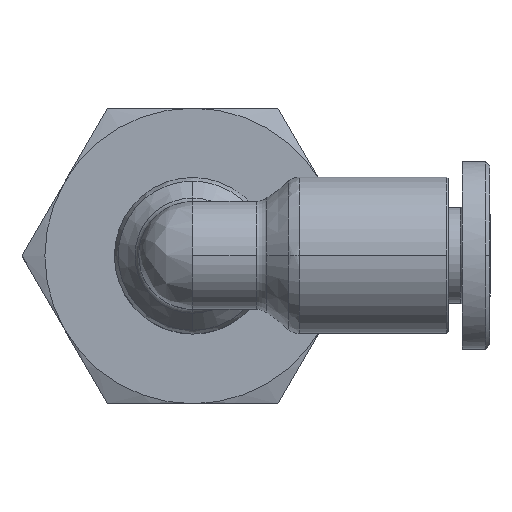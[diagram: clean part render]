
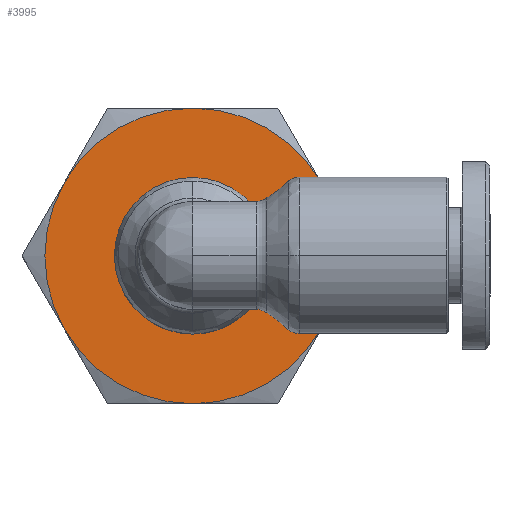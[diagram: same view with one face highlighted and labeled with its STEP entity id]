
A CAD part, top view. The second image highlights one B-rep face of the part: STEP entity #3995.
In plain terms, the highlighted planar face has unit normal (0, 0, 1).
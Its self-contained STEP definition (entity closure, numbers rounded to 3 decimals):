
#258 = ORIENTED_EDGE ( 'NONE', *, *, #4637, .F. ) ;
#332 = AXIS2_PLACEMENT_3D ( 'NONE', #4142, #13584, #12470 ) ;
#514 = CARTESIAN_POINT ( 'NONE',  ( -2.261, -4.25, -17.3 ) ) ;
#808 = CARTESIAN_POINT ( 'NONE',  ( 5.1, 0., -17.3 ) ) ;
#828 = AXIS2_PLACEMENT_3D ( 'NONE', #3622, #12059, #1336 ) ;
#923 = EDGE_LOOP ( 'NONE', ( #8257, #1304, #258, #15347, #10701, #1028, #12595 ) ) ;
#1028 = ORIENTED_EDGE ( 'NONE', *, *, #1411, .F. ) ;
#1304 = ORIENTED_EDGE ( 'NONE', *, *, #10356, .F. ) ;
#1336 = DIRECTION ( 'NONE',  ( -1., 0., 0. ) ) ;
#1362 = CIRCLE ( 'NONE', #828, 8.5 ) ;
#1411 = EDGE_CURVE ( 'NONE', #13888, #4588, #11665, .T. ) ;
#1527 = DIRECTION ( 'NONE',  ( -1., 0., 0. ) ) ;
#1755 = CIRCLE ( 'NONE', #10509, 8.5 ) ;
#1760 = VERTEX_POINT ( 'NONE', #4426 ) ;
#2146 = DIRECTION ( 'NONE',  ( 0., 0., -1. ) ) ;
#2300 = CARTESIAN_POINT ( 'NONE',  ( 5.1, 0., -17.3 ) ) ;
#2313 = CIRCLE ( 'NONE', #11324, 8.5 ) ;
#2418 = CIRCLE ( 'NONE', #2934, 8.5 ) ;
#2546 = FACE_BOUND ( 'NONE', #12649, .T. ) ;
#2934 = AXIS2_PLACEMENT_3D ( 'NONE', #3263, #5422, #13732 ) ;
#2963 = EDGE_CURVE ( 'NONE', #7099, #13945, #5025, .T. ) ;
#3263 = CARTESIAN_POINT ( 'NONE',  ( 5.1, 0., -17.3 ) ) ;
#3606 = ORIENTED_EDGE ( 'NONE', *, *, #13803, .T. ) ;
#3622 = CARTESIAN_POINT ( 'NONE',  ( 5.1, 0., -17.3 ) ) ;
#3775 = VERTEX_POINT ( 'NONE', #7633 ) ;
#3995 = ADVANCED_FACE ( 'NONE', ( #2546, #11037 ), #9182, .T. ) ;
#4104 = CARTESIAN_POINT ( 'NONE',  ( 5.1, -4.5, -17.3 ) ) ;
#4142 = CARTESIAN_POINT ( 'NONE',  ( 5.1, 0., -17.3 ) ) ;
#4426 = CARTESIAN_POINT ( 'NONE',  ( -3.4, 0., -17.3 ) ) ;
#4489 = DIRECTION ( 'NONE',  ( 0., 0., -1. ) ) ;
#4588 = VERTEX_POINT ( 'NONE', #13897 ) ;
#4637 = EDGE_CURVE ( 'NONE', #13101, #1760, #2313, .T. ) ;
#5025 = CIRCLE ( 'NONE', #12262, 4.5 ) ;
#5068 = CARTESIAN_POINT ( 'NONE',  ( 5.1, 8.5, -17.3 ) ) ;
#5279 = VERTEX_POINT ( 'NONE', #5068 ) ;
#5390 = CARTESIAN_POINT ( 'NONE',  ( 5.1, 0., -17.3 ) ) ;
#5422 = DIRECTION ( 'NONE',  ( 0., 0., -1. ) ) ;
#5429 = EDGE_CURVE ( 'NONE', #3775, #13101, #14237, .T. ) ;
#5486 = EDGE_CURVE ( 'NONE', #4588, #3775, #2418, .T. ) ;
#5654 = CARTESIAN_POINT ( 'NONE',  ( 5.1, 0., -17.3 ) ) ;
#5734 = DIRECTION ( 'NONE',  ( -1., 0., 0. ) ) ;
#5765 = EDGE_CURVE ( 'NONE', #11077, #5279, #1362, .T. ) ;
#6227 = AXIS2_PLACEMENT_3D ( 'NONE', #13276, #14453, #1527 ) ;
#6534 = CARTESIAN_POINT ( 'NONE',  ( 12.461, 4.25, -17.3 ) ) ;
#6977 = DIRECTION ( 'NONE',  ( 0., -1., 0. ) ) ;
#7099 = VERTEX_POINT ( 'NONE', #13114 ) ;
#7208 = DIRECTION ( 'NONE',  ( 0., 0., 1. ) ) ;
#7633 = CARTESIAN_POINT ( 'NONE',  ( 5.1, -8.5, -17.3 ) ) ;
#7723 = CARTESIAN_POINT ( 'NONE',  ( 5.1, 0., -17.3 ) ) ;
#7810 = DIRECTION ( 'NONE',  ( 0., -1., 0. ) ) ;
#8257 = ORIENTED_EDGE ( 'NONE', *, *, #5765, .F. ) ;
#9023 = DIRECTION ( 'NONE',  ( 0., 0., -1. ) ) ;
#9165 = EDGE_CURVE ( 'NONE', #5279, #13888, #12725, .T. ) ;
#9182 = PLANE ( 'NONE',  #9444 ) ;
#9373 = CARTESIAN_POINT ( 'NONE',  ( -2.261, 4.25, -17.3 ) ) ;
#9444 = AXIS2_PLACEMENT_3D ( 'NONE', #13089, #7208, #12993 ) ;
#10356 = EDGE_CURVE ( 'NONE', #1760, #11077, #1755, .T. ) ;
#10509 = AXIS2_PLACEMENT_3D ( 'NONE', #7723, #9023, #11360 ) ;
#10647 = AXIS2_PLACEMENT_3D ( 'NONE', #808, #4489, #5734 ) ;
#10701 = ORIENTED_EDGE ( 'NONE', *, *, #5486, .F. ) ;
#11037 = FACE_OUTER_BOUND ( 'NONE', #923, .T. ) ;
#11077 = VERTEX_POINT ( 'NONE', #9373 ) ;
#11324 = AXIS2_PLACEMENT_3D ( 'NONE', #5654, #2146, #11395 ) ;
#11360 = DIRECTION ( 'NONE',  ( -1., 0., 0. ) ) ;
#11395 = DIRECTION ( 'NONE',  ( -1., 0., 0. ) ) ;
#11665 = CIRCLE ( 'NONE', #10647, 8.5 ) ;
#12059 = DIRECTION ( 'NONE',  ( 0., 0., -1. ) ) ;
#12262 = AXIS2_PLACEMENT_3D ( 'NONE', #2300, #14167, #6977 ) ;
#12470 = DIRECTION ( 'NONE',  ( -1., 0., 0. ) ) ;
#12595 = ORIENTED_EDGE ( 'NONE', *, *, #9165, .F. ) ;
#12649 = EDGE_LOOP ( 'NONE', ( #3606, #13030 ) ) ;
#12725 = CIRCLE ( 'NONE', #6227, 8.5 ) ;
#12993 = DIRECTION ( 'NONE',  ( 1., 0., 0. ) ) ;
#13030 = ORIENTED_EDGE ( 'NONE', *, *, #2963, .T. ) ;
#13089 = CARTESIAN_POINT ( 'NONE',  ( 5.1, 2.8, -17.3 ) ) ;
#13101 = VERTEX_POINT ( 'NONE', #514 ) ;
#13114 = CARTESIAN_POINT ( 'NONE',  ( 5.1, 4.5, -17.3 ) ) ;
#13276 = CARTESIAN_POINT ( 'NONE',  ( 5.1, 0., -17.3 ) ) ;
#13297 = AXIS2_PLACEMENT_3D ( 'NONE', #5390, #14958, #7810 ) ;
#13584 = DIRECTION ( 'NONE',  ( 0., 0., -1. ) ) ;
#13732 = DIRECTION ( 'NONE',  ( -1., 0., 0. ) ) ;
#13803 = EDGE_CURVE ( 'NONE', #13945, #7099, #14507, .T. ) ;
#13888 = VERTEX_POINT ( 'NONE', #6534 ) ;
#13897 = CARTESIAN_POINT ( 'NONE',  ( 12.461, -4.25, -17.3 ) ) ;
#13945 = VERTEX_POINT ( 'NONE', #4104 ) ;
#14167 = DIRECTION ( 'NONE',  ( 0., 0., -1. ) ) ;
#14237 = CIRCLE ( 'NONE', #332, 8.5 ) ;
#14453 = DIRECTION ( 'NONE',  ( 0., 0., -1. ) ) ;
#14507 = CIRCLE ( 'NONE', #13297, 4.5 ) ;
#14958 = DIRECTION ( 'NONE',  ( 0., 0., -1. ) ) ;
#15347 = ORIENTED_EDGE ( 'NONE', *, *, #5429, .F. ) ;
